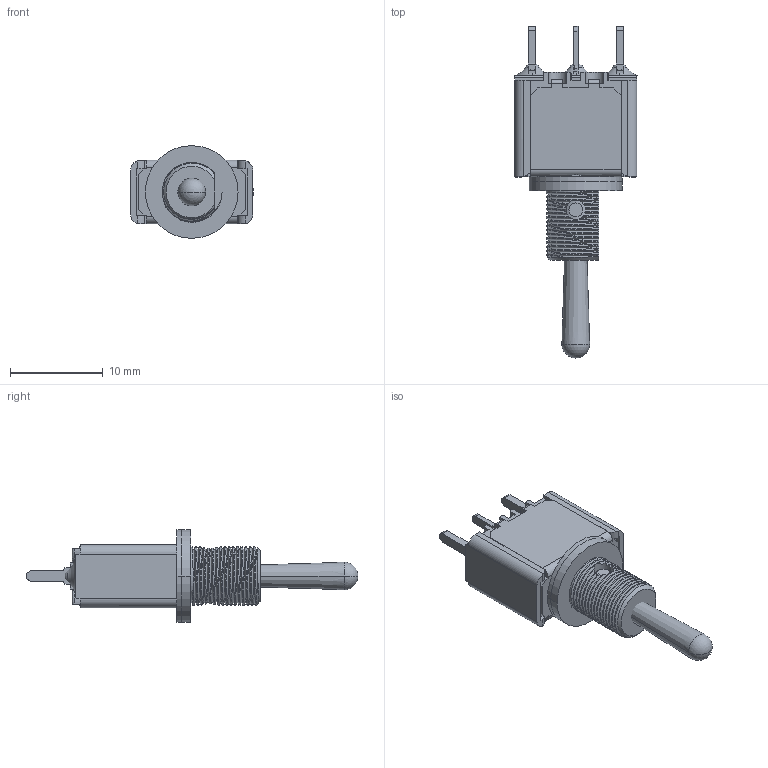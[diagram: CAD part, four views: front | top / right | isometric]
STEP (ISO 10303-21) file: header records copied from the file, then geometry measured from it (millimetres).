
FILE_DESCRIPTION((''),'2;1');
FILE_NAME('5237ADGBX408','2015-05-26T',('mdamaggio'),(''),'CREO PARAMETRIC BY PTC INC, 2014440','CREO PARAMETRIC BY PTC INC, 2014440','');
FILE_SCHEMA(('CONFIG_CONTROL_DESIGN'));
Length unit declared in the file: millimetre
Products named in the file (1): 5237ADGBX408
Bounding box: 13.25 x 35.85 x 10 mm (x, y, z)
Surface area: 1659.4 mm2 (no closed solid volume)
Topology: 0 solids, 16 shells, 312 faces, 928 edges, 626 vertices
Faces by surface type: plane 159, cylinder 73, bspline 56, torus 10, sphere 8, cone 6
Entity records: 28119 total; most frequent: CARTESIAN_POINT 20462, ORIENTED_EDGE 1667, DIRECTION 1298, EDGE_CURVE 926, VERTEX_POINT 626, VECTOR 522, LINE 522, AXIS2_PLACEMENT_3D 388
